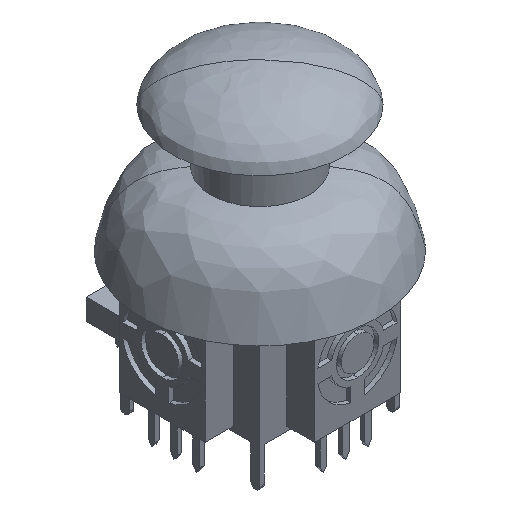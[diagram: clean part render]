
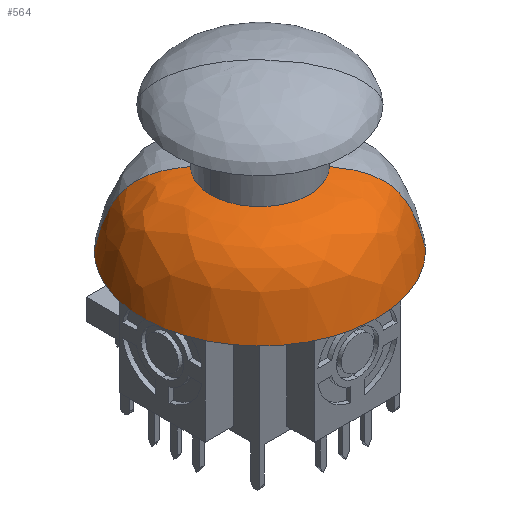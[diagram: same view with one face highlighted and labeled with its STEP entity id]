
A CAD part, isometric view. The second image highlights one B-rep face of the part: STEP entity #564.
In plain terms, the highlighted free-form (B-spline) face has degree [3, 3] with [4, 4] control points.
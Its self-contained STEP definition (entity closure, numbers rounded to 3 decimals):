
#101 = CARTESIAN_POINT ( 'NONE',  ( 3.986, -3.916, 19.685 ) ) ;
#118 = CARTESIAN_POINT ( 'NONE',  ( -3.916, 3.986, 19.685 ) ) ;
#134 = CARTESIAN_POINT ( 'NONE',  ( -1.492, 17.367, 11.43 ) ) ;
#188 = CARTESIAN_POINT ( 'NONE',  ( 3.986, 11.889, 19.685 ) ) ;
#206 = CARTESIAN_POINT ( 'NONE',  ( 15.506, 0.369, 19.172 ) ) ;
#226 = CARTESIAN_POINT ( 'NONE',  ( 0.369, -14.768, 19.172 ) ) ;
#252 = CARTESIAN_POINT ( 'NONE',  ( -14.768, 0.369, 19.172 ) ) ;
#273 = CARTESIAN_POINT ( 'NONE',  ( 0.369, 15.506, 19.172 ) ) ;
#495 = CARTESIAN_POINT ( 'NONE',  ( 16.661, -0.786, 16.678 ) ) ;
#533 = CARTESIAN_POINT ( 'NONE',  ( -0.786, -18.233, 16.678 ) ) ;
#555 = CARTESIAN_POINT ( 'NONE',  ( -18.233, -0.786, 16.678 ) ) ;
#564 = ADVANCED_FACE ( 'NONE', ( #3095 ), #3829, .F. ) ;
#576 = CARTESIAN_POINT ( 'NONE',  ( -0.786, 16.661, 16.678 ) ) ;
#599 = CARTESIAN_POINT ( 'NONE',  ( 17.367, -1.492, 11.43 ) ) ;
#626 = CARTESIAN_POINT ( 'NONE',  ( -1.492, -20.35, 11.43 ) ) ;
#650 = CARTESIAN_POINT ( 'NONE',  ( -20.35, -1.492, 11.43 ) ) ;
#657 = CARTESIAN_POINT ( 'NONE',  ( 15.506, 0.369, 19.172 ) ) ;
#691 = CARTESIAN_POINT ( 'NONE',  ( -1.492, 17.367, 11.43 ) ) ;
#781 = ORIENTED_EDGE ( 'NONE', *, *, #3462, .F. ) ;
#814 = AXIS2_PLACEMENT_3D ( 'NONE', #4339, #4375, #4388 ) ;
#951 = EDGE_CURVE ( 'NONE', #4971, #2111, #1783, .T. ) ;
#1024 = B_SPLINE_CURVE_WITH_KNOTS ( 'NONE', 3,
 ( #5442, #1275, #1775, #4987 ),
 .UNSPECIFIED., .F., .F.,
 ( 4, 4 ),
 ( 0., 1. ),
 .UNSPECIFIED. ) ;
#1206 = CARTESIAN_POINT ( 'NONE',  ( -1.492, -20.35, 11.43 ) ) ;
#1275 = CARTESIAN_POINT ( 'NONE',  ( -0.786, 16.661, 16.678 ) ) ;
#1568 = CARTESIAN_POINT ( 'NONE',  ( 17.367, -1.492, 11.43 ) ) ;
#1775 = CARTESIAN_POINT ( 'NONE',  ( 0.369, 15.506, 19.172 ) ) ;
#1783 = CIRCLE ( 'NONE', #814, 5.588 ) ;
#1961 = DIRECTION ( 'NONE',  ( 0., 0., 1. ) ) ;
#2000 = VERTEX_POINT ( 'NONE', #1568 ) ;
#2018 = ORIENTED_EDGE ( 'NONE', *, *, #951, .F. ) ;
#2035 = ORIENTED_EDGE ( 'NONE', *, *, #5596, .F. ) ;
#2111 = VERTEX_POINT ( 'NONE', #5239 ) ;
#2145 = B_SPLINE_CURVE_WITH_KNOTS ( 'NONE', 3,
 ( #5336, #657, #5789, #3049 ),
 .UNSPECIFIED., .F., .F.,
 ( 4, 4 ),
 ( 0., 1. ),
 .UNSPECIFIED. ) ;
#2350 = ORIENTED_EDGE ( 'NONE', *, *, #5435, .F. ) ;
#2472 = CARTESIAN_POINT ( 'NONE',  ( 11.889, 3.986, 19.685 ) ) ;
#2520 = ORIENTED_EDGE ( 'NONE', *, *, #5859, .F. ) ;
#2634 = EDGE_LOOP ( 'NONE', ( #2350, #2520, #2018, #2035, #781 ) ) ;
#2642 = CARTESIAN_POINT ( 'NONE',  ( -1.492, 17.367, 11.43 ) ) ;
#2804 = CARTESIAN_POINT ( 'NONE',  ( 11.889, 3.986, 19.685 ) ) ;
#3049 = CARTESIAN_POINT ( 'NONE',  ( 17.367, -1.492, 11.43 ) ) ;
#3095 = FACE_OUTER_BOUND ( 'NONE', #2634, .T. ) ;
#3462 = EDGE_CURVE ( 'NONE', #2000, #4759, #4938, .T. ) ;
#3813 = AXIS2_PLACEMENT_3D ( 'NONE', #4715, #1961, #5169 ) ;
#3829 =( BOUNDED_SURFACE ( )  B_SPLINE_SURFACE ( 3, 3, ( 
 ( #2472, #101, #118, #188 ),
 ( #206, #226, #252, #273 ),
 ( #495, #533, #555, #576 ),
 ( #599, #626, #650, #691 ) ),
 .UNSPECIFIED., .F., .F., .F. ) 
 B_SPLINE_SURFACE_WITH_KNOTS ( ( 4, 4 ),
 ( 4, 4 ),
 ( 0., 1. ),
 ( 0., 1. ),
 .UNSPECIFIED. ) 
 GEOMETRIC_REPRESENTATION_ITEM ( )  RATIONAL_B_SPLINE_SURFACE ( (
 ( 1., 0.333, 0.333, 1.),
 ( 1., 0.333, 0.333, 1.),
 ( 1., 0.333, 0.333, 1.),
 ( 1., 0.333, 0.333, 1.) ) ) 
 REPRESENTATION_ITEM ( '' )  SURFACE ( )  );
#4339 = CARTESIAN_POINT ( 'NONE',  ( 7.938, 7.938, 19.685 ) ) ;
#4375 = DIRECTION ( 'NONE',  ( 0., 0., 1. ) ) ;
#4388 = DIRECTION ( 'NONE',  ( 1., 0., 0. ) ) ;
#4715 = CARTESIAN_POINT ( 'NONE',  ( 7.938, 7.938, 19.685 ) ) ;
#4759 = VERTEX_POINT ( 'NONE', #134 ) ;
#4921 = CARTESIAN_POINT ( 'NONE',  ( 17.367, -1.492, 11.43 ) ) ;
#4938 =( BOUNDED_CURVE ( )  B_SPLINE_CURVE ( 3, ( #4921, #1206, #5389, #2642 ),
 .UNSPECIFIED., .F., .F. ) 
 B_SPLINE_CURVE_WITH_KNOTS ( ( 4, 4 ),
 ( 0., 0.042 ),
 .UNSPECIFIED. ) 
 CURVE ( )  GEOMETRIC_REPRESENTATION_ITEM ( )  RATIONAL_B_SPLINE_CURVE ( ( 1., 0.333, 0.333, 1. ) ) 
 REPRESENTATION_ITEM ( '' )  );
#4968 = CARTESIAN_POINT ( 'NONE',  ( 3.986, 11.889, 19.685 ) ) ;
#4971 = VERTEX_POINT ( 'NONE', #4968 ) ;
#4987 = CARTESIAN_POINT ( 'NONE',  ( 3.986, 11.889, 19.685 ) ) ;
#4988 = CIRCLE ( 'NONE', #3813, 5.588 ) ;
#5169 = DIRECTION ( 'NONE',  ( 1., 0., 0. ) ) ;
#5239 = CARTESIAN_POINT ( 'NONE',  ( 2.349, 7.938, 19.685 ) ) ;
#5336 = CARTESIAN_POINT ( 'NONE',  ( 11.889, 3.986, 19.685 ) ) ;
#5389 = CARTESIAN_POINT ( 'NONE',  ( -20.35, -1.492, 11.43 ) ) ;
#5435 = EDGE_CURVE ( 'NONE', #5764, #2000, #2145, .T. ) ;
#5442 = CARTESIAN_POINT ( 'NONE',  ( -1.492, 17.367, 11.43 ) ) ;
#5596 = EDGE_CURVE ( 'NONE', #4759, #4971, #1024, .T. ) ;
#5764 = VERTEX_POINT ( 'NONE', #2804 ) ;
#5789 = CARTESIAN_POINT ( 'NONE',  ( 16.661, -0.786, 16.678 ) ) ;
#5859 = EDGE_CURVE ( 'NONE', #2111, #5764, #4988, .T. ) ;
